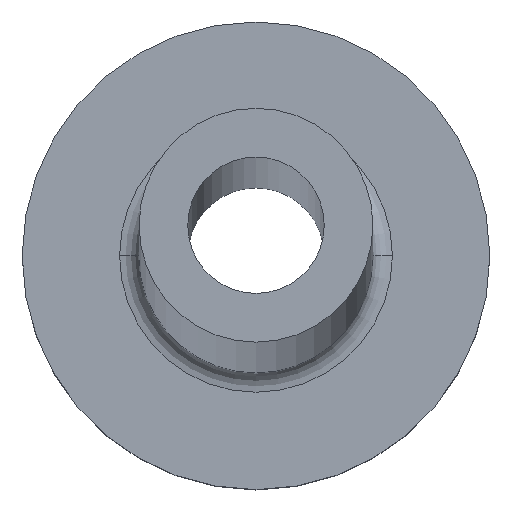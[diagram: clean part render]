
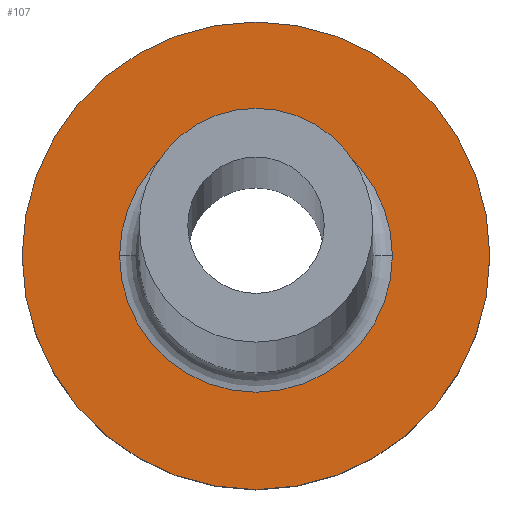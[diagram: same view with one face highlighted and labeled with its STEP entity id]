
A CAD part, top view. The second image highlights one B-rep face of the part: STEP entity #107.
In plain terms, the highlighted planar face has unit normal (0, 0, 1).
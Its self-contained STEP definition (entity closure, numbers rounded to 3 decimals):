
#1 = DIRECTION ( 'NONE',  ( 1., 0., 0. ) ) ;
#27 = AXIS2_PLACEMENT_3D ( 'NONE', #74, #138, #250 ) ;
#29 = ORIENTED_EDGE ( 'NONE', *, *, #284, .T. ) ;
#42 = FACE_OUTER_BOUND ( 'NONE', #214, .T. ) ;
#52 = CIRCLE ( 'NONE', #178, 3.5 ) ;
#57 = DIRECTION ( 'NONE',  ( 1., 0., 0. ) ) ;
#74 = CARTESIAN_POINT ( 'NONE',  ( 0., 0., 5. ) ) ;
#97 = CARTESIAN_POINT ( 'NONE',  ( -6., 0., 5. ) ) ;
#107 = ADVANCED_FACE ( 'NONE', ( #305, #42 ), #159, .T. ) ;
#109 = AXIS2_PLACEMENT_3D ( 'NONE', #336, #314, #193 ) ;
#123 = EDGE_CURVE ( 'NONE', #344, #212, #315, .T. ) ;
#126 = ORIENTED_EDGE ( 'NONE', *, *, #378, .T. ) ;
#134 = CARTESIAN_POINT ( 'NONE',  ( 0., 0., 5. ) ) ;
#138 = DIRECTION ( 'NONE',  ( 0., 0., 1. ) ) ;
#159 = PLANE ( 'NONE',  #27 ) ;
#169 = AXIS2_PLACEMENT_3D ( 'NONE', #327, #287, #1 ) ;
#178 = AXIS2_PLACEMENT_3D ( 'NONE', #134, #303, #370 ) ;
#193 = DIRECTION ( 'NONE',  ( 1., 0., 0. ) ) ;
#212 = VERTEX_POINT ( 'NONE', #252 ) ;
#213 = VERTEX_POINT ( 'NONE', #371 ) ;
#214 = EDGE_LOOP ( 'NONE', ( #298, #29 ) ) ;
#231 = EDGE_LOOP ( 'NONE', ( #247, #126 ) ) ;
#236 = VERTEX_POINT ( 'NONE', #338 ) ;
#247 = ORIENTED_EDGE ( 'NONE', *, *, #307, .T. ) ;
#249 = CIRCLE ( 'NONE', #169, 6. ) ;
#250 = DIRECTION ( 'NONE',  ( 1., 0., 0. ) ) ;
#252 = CARTESIAN_POINT ( 'NONE',  ( 6., 0., 5. ) ) ;
#255 = CIRCLE ( 'NONE', #293, 3.5 ) ;
#284 = EDGE_CURVE ( 'NONE', #212, #344, #249, .T. ) ;
#287 = DIRECTION ( 'NONE',  ( 0., 0., 1. ) ) ;
#293 = AXIS2_PLACEMENT_3D ( 'NONE', #379, #346, #57 ) ;
#298 = ORIENTED_EDGE ( 'NONE', *, *, #123, .T. ) ;
#303 = DIRECTION ( 'NONE',  ( 0., 0., -1. ) ) ;
#305 = FACE_BOUND ( 'NONE', #231, .T. ) ;
#307 = EDGE_CURVE ( 'NONE', #236, #213, #255, .T. ) ;
#314 = DIRECTION ( 'NONE',  ( 0., 0., 1. ) ) ;
#315 = CIRCLE ( 'NONE', #109, 6. ) ;
#327 = CARTESIAN_POINT ( 'NONE',  ( 0., 0., 5. ) ) ;
#336 = CARTESIAN_POINT ( 'NONE',  ( 0., 0., 5. ) ) ;
#338 = CARTESIAN_POINT ( 'NONE',  ( 3.5, 0., 5. ) ) ;
#344 = VERTEX_POINT ( 'NONE', #97 ) ;
#346 = DIRECTION ( 'NONE',  ( 0., 0., -1. ) ) ;
#370 = DIRECTION ( 'NONE',  ( 1., 0., 0. ) ) ;
#371 = CARTESIAN_POINT ( 'NONE',  ( -3.5, 0., 5. ) ) ;
#378 = EDGE_CURVE ( 'NONE', #213, #236, #52, .T. ) ;
#379 = CARTESIAN_POINT ( 'NONE',  ( 0., 0., 5. ) ) ;
